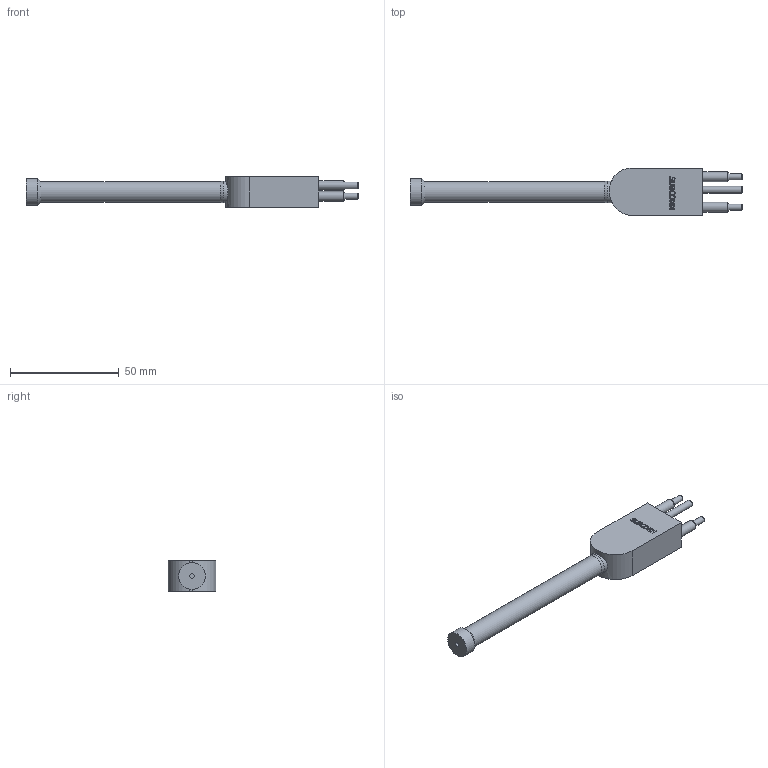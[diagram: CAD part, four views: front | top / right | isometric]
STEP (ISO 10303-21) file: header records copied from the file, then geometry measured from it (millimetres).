
FILE_DESCRIPTION(/* description */ (''),/* implementation_level */ '2;1');
FILE_NAME(/* name */ 'LPDC 2M.stp',/* time_stamp */ '2016-03-01T13:40:44+01:00',/* author */ ('sh'),/* organization */ (''),/* preprocessor_version */ 'ST-DEVELOPER v15.2',/* originating_system */ 'Autodesk Inventor 2014',/* authorisation */ '');
FILE_SCHEMA (('AUTOMOTIVE_DESIGN { 1 0 10303 214 3 1 1 }'));
Length unit declared in the file: millimetre
Products named in the file (1): LPDC 2M
Bounding box: 153 x 22 x 14 mm (x, y, z)
Volume: 19740.7 mm3; surface area: 7532.9 mm2
Topology: 1 solids, 1 shells, 185 faces, 485 edges, 320 vertices
Faces by surface type: plane 87, bspline 81, cylinder 11, cone 6
Full cylindrical faces by diameter (mm): 2 x1, 2.8 x2, 3.2 x1, 4.5 x2, 9.5 x1, 10 x1, 12.3 x1
Entity records: 6339 total; most frequent: CARTESIAN_POINT 2315, ORIENTED_EDGE 940, DIRECTION 545, EDGE_CURVE 470, VERTEX_POINT 320, LINE 277, VECTOR 277, EDGE_LOOP 218
